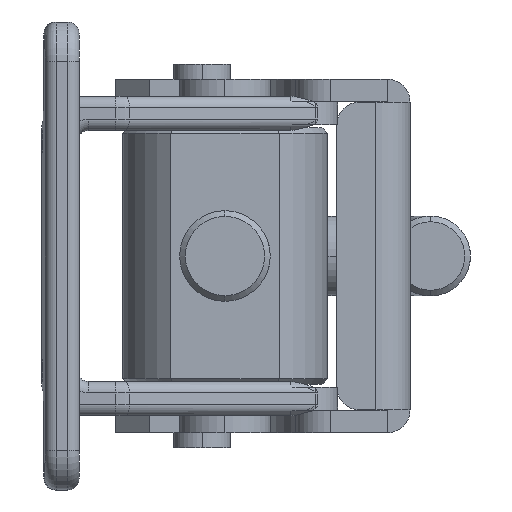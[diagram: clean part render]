
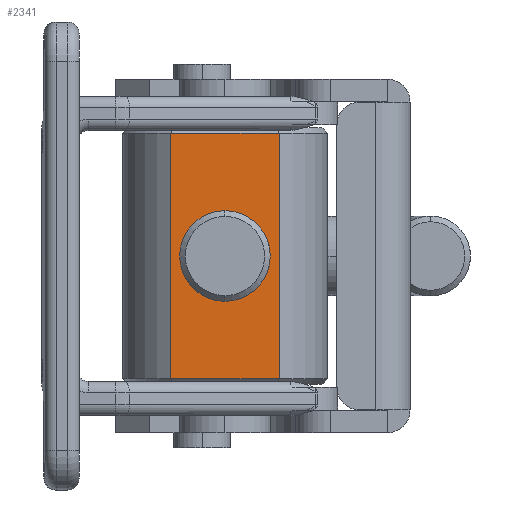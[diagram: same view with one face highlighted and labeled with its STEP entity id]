
A CAD part, left-side view. The second image highlights one B-rep face of the part: STEP entity #2341.
In plain terms, the highlighted planar face has unit normal (-1, 0, 0).
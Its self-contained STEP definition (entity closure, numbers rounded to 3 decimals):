
#85 = EDGE_CURVE ( 'NONE', #3673, #312, #8828, .T. ) ;
#150 = LINE ( 'NONE', #578, #2311 ) ;
#240 = FACE_BOUND ( 'NONE', #2395, .T. ) ;
#308 = CARTESIAN_POINT ( 'NONE',  ( -15.937, 11.474, -10.75 ) ) ;
#312 = VERTEX_POINT ( 'NONE', #1413 ) ;
#493 = CARTESIAN_POINT ( 'NONE',  ( -15.937, 16.215, 0. ) ) ;
#545 = DIRECTION ( 'NONE',  ( 0., 0., -1. ) ) ;
#578 = CARTESIAN_POINT ( 'NONE',  ( -15.936, 20.956, 10.75 ) ) ;
#1110 = AXIS2_PLACEMENT_3D ( 'NONE', #10252, #5416, #545 ) ;
#1248 = ORIENTED_EDGE ( 'NONE', *, *, #10115, .T. ) ;
#1300 = DIRECTION ( 'NONE',  ( 0., -1., 0. ) ) ;
#1413 = CARTESIAN_POINT ( 'NONE',  ( -15.936, 20.185, 0. ) ) ;
#2090 = AXIS2_PLACEMENT_3D ( 'NONE', #493, #6176, #1300 ) ;
#2311 = VECTOR ( 'NONE', #7084, 1000. ) ;
#2341 = ADVANCED_FACE ( 'NONE', ( #240, #8603 ), #4566, .F. ) ;
#2346 = DIRECTION ( 'NONE',  ( -1., 0., 0. ) ) ;
#2381 = CARTESIAN_POINT ( 'NONE',  ( -15.936, 20.956, 10.75 ) ) ;
#2395 = EDGE_LOOP ( 'NONE', ( #5675, #5787 ) ) ;
#2751 = CARTESIAN_POINT ( 'NONE',  ( -15.936, 20.956, -10.75 ) ) ;
#2778 = LINE ( 'NONE', #6933, #8983 ) ;
#3368 = CARTESIAN_POINT ( 'NONE',  ( -15.937, 11.474, 10.75 ) ) ;
#3673 = VERTEX_POINT ( 'NONE', #10160 ) ;
#3868 = AXIS2_PLACEMENT_3D ( 'NONE', #8033, #2346, #7217 ) ;
#4158 = ORIENTED_EDGE ( 'NONE', *, *, #4362, .F. ) ;
#4272 = VECTOR ( 'NONE', #5219, 1000. ) ;
#4362 = EDGE_CURVE ( 'NONE', #7242, #6056, #6442, .T. ) ;
#4566 = PLANE ( 'NONE',  #1110 ) ;
#4749 = EDGE_CURVE ( 'NONE', #312, #3673, #7701, .T. ) ;
#5077 = VECTOR ( 'NONE', #8707, 1000. ) ;
#5219 = DIRECTION ( 'NONE',  ( 0., 0., -1. ) ) ;
#5322 = LINE ( 'NONE', #7009, #5077 ) ;
#5416 = DIRECTION ( 'NONE',  ( 1., 0., 0. ) ) ;
#5675 = ORIENTED_EDGE ( 'NONE', *, *, #85, .F. ) ;
#5787 = ORIENTED_EDGE ( 'NONE', *, *, #4749, .F. ) ;
#6056 = VERTEX_POINT ( 'NONE', #308 ) ;
#6176 = DIRECTION ( 'NONE',  ( -1., 0., 0. ) ) ;
#6415 = EDGE_CURVE ( 'NONE', #7775, #6056, #2778, .T. ) ;
#6442 = LINE ( 'NONE', #9224, #4272 ) ;
#6488 = EDGE_CURVE ( 'NONE', #7775, #8108, #5322, .T. ) ;
#6933 = CARTESIAN_POINT ( 'NONE',  ( -15.938, 7.215, -10.75 ) ) ;
#7009 = CARTESIAN_POINT ( 'NONE',  ( -15.936, 20.956, 11.25 ) ) ;
#7084 = DIRECTION ( 'NONE',  ( 0., 1., 0. ) ) ;
#7217 = DIRECTION ( 'NONE',  ( 0., -1., 0. ) ) ;
#7242 = VERTEX_POINT ( 'NONE', #3368 ) ;
#7701 = CIRCLE ( 'NONE', #2090, 3.97 ) ;
#7775 = VERTEX_POINT ( 'NONE', #2751 ) ;
#8033 = CARTESIAN_POINT ( 'NONE',  ( -15.937, 16.215, 0. ) ) ;
#8108 = VERTEX_POINT ( 'NONE', #2381 ) ;
#8553 = DIRECTION ( 'NONE',  ( 0., -1., 0. ) ) ;
#8603 = FACE_OUTER_BOUND ( 'NONE', #8646, .T. ) ;
#8646 = EDGE_LOOP ( 'NONE', ( #9656, #4158, #1248, #8673 ) ) ;
#8673 = ORIENTED_EDGE ( 'NONE', *, *, #6488, .F. ) ;
#8707 = DIRECTION ( 'NONE',  ( 0., 0., 1. ) ) ;
#8828 = CIRCLE ( 'NONE', #3868, 3.97 ) ;
#8983 = VECTOR ( 'NONE', #8553, 1000. ) ;
#9224 = CARTESIAN_POINT ( 'NONE',  ( -15.937, 11.474, 11.25 ) ) ;
#9656 = ORIENTED_EDGE ( 'NONE', *, *, #6415, .T. ) ;
#10115 = EDGE_CURVE ( 'NONE', #7242, #8108, #150, .T. ) ;
#10160 = CARTESIAN_POINT ( 'NONE',  ( -15.937, 12.245, 0. ) ) ;
#10252 = CARTESIAN_POINT ( 'NONE',  ( -15.938, 7.215, -12.975 ) ) ;
